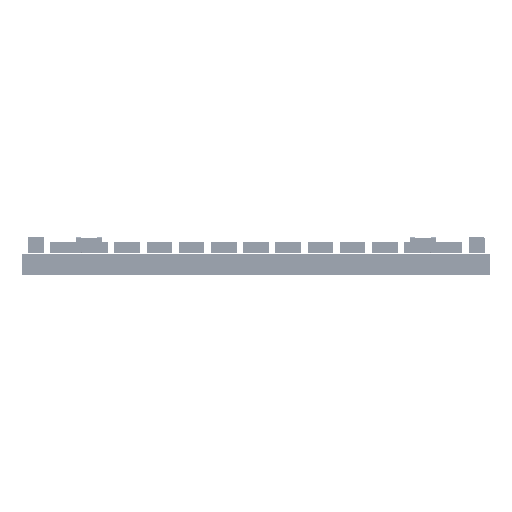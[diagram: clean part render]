
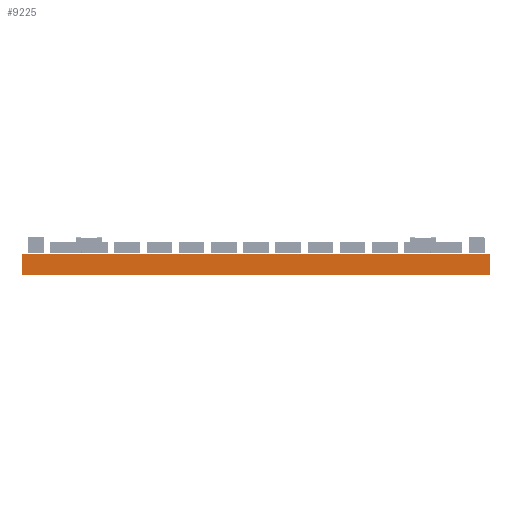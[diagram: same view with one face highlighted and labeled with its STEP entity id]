
A CAD part, front view. The second image highlights one B-rep face of the part: STEP entity #9225.
In plain terms, the highlighted planar face has unit normal (0, -1, 0).
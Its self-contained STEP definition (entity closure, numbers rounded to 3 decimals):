
#9225 = ADVANCED_FACE('',(#9226),#9260,.T.);
#9226 = FACE_BOUND('',#9227,.T.);
#9227 = EDGE_LOOP('',(#9228,#9238,#9246,#9254));
#9228 = ORIENTED_EDGE('',*,*,#9229,.T.);
#9229 = EDGE_CURVE('',#9230,#9232,#9234,.T.);
#9230 = VERTEX_POINT('',#9231);
#9231 = CARTESIAN_POINT('',(170.85,-92.4,0.));
#9232 = VERTEX_POINT('',#9233);
#9233 = CARTESIAN_POINT('',(170.85,-92.4,1.6));
#9234 = LINE('',#9235,#9236);
#9235 = CARTESIAN_POINT('',(170.85,-92.4,0.));
#9236 = VECTOR('',#9237,1.);
#9237 = DIRECTION('',(0.,0.,1.));
#9238 = ORIENTED_EDGE('',*,*,#9239,.T.);
#9239 = EDGE_CURVE('',#9232,#9240,#9242,.T.);
#9240 = VERTEX_POINT('',#9241);
#9241 = CARTESIAN_POINT('',(134.35,-92.4,1.6));
#9242 = LINE('',#9243,#9244);
#9243 = CARTESIAN_POINT('',(170.85,-92.4,1.6));
#9244 = VECTOR('',#9245,1.);
#9245 = DIRECTION('',(-1.,0.,0.));
#9246 = ORIENTED_EDGE('',*,*,#9247,.F.);
#9247 = EDGE_CURVE('',#9248,#9240,#9250,.T.);
#9248 = VERTEX_POINT('',#9249);
#9249 = CARTESIAN_POINT('',(134.35,-92.4,0.));
#9250 = LINE('',#9251,#9252);
#9251 = CARTESIAN_POINT('',(134.35,-92.4,0.));
#9252 = VECTOR('',#9253,1.);
#9253 = DIRECTION('',(0.,0.,1.));
#9254 = ORIENTED_EDGE('',*,*,#9255,.F.);
#9255 = EDGE_CURVE('',#9230,#9248,#9256,.T.);
#9256 = LINE('',#9257,#9258);
#9257 = CARTESIAN_POINT('',(170.85,-92.4,0.));
#9258 = VECTOR('',#9259,1.);
#9259 = DIRECTION('',(-1.,0.,0.));
#9260 = PLANE('',#9261);
#9261 = AXIS2_PLACEMENT_3D('',#9262,#9263,#9264);
#9262 = CARTESIAN_POINT('',(170.85,-92.4,0.));
#9263 = DIRECTION('',(0.,-1.,0.));
#9264 = DIRECTION('',(-1.,0.,0.));
